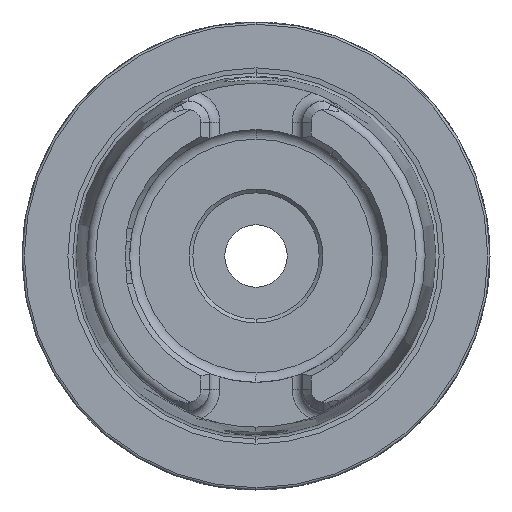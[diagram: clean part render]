
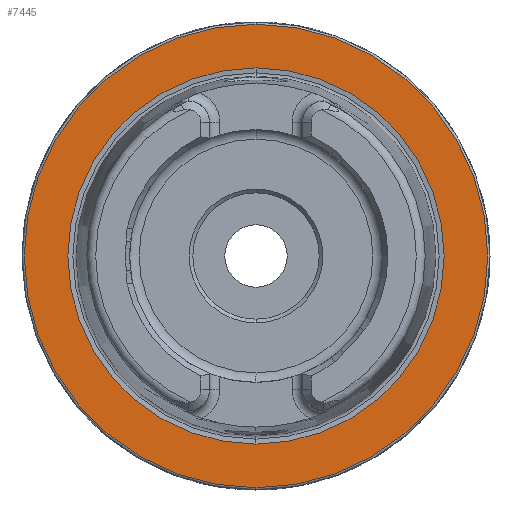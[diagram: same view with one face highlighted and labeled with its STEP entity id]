
A CAD part, left-side view. The second image highlights one B-rep face of the part: STEP entity #7445.
In plain terms, the highlighted planar face has unit normal (-1, 0, 0).
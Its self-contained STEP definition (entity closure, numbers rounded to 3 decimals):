
#66 = EDGE_CURVE ( 'NONE', #4775, #8617, #358, .T. ) ;
#155 = FACE_OUTER_BOUND ( 'NONE', #2184, .T. ) ;
#358 = CIRCLE ( 'NONE', #8283, 25.324 ) ;
#436 = AXIS2_PLACEMENT_3D ( 'NONE', #6003, #3251, #8069 ) ;
#779 = CARTESIAN_POINT ( 'NONE',  ( 0., 0., -25.324 ) ) ;
#840 = DIRECTION ( 'NONE',  ( -1., 0., 0. ) ) ;
#1224 = CIRCLE ( 'NONE', #1229, 31.2 ) ;
#1229 = AXIS2_PLACEMENT_3D ( 'NONE', #6374, #2242, #7083 ) ;
#1619 = AXIS2_PLACEMENT_3D ( 'NONE', #6045, #1913, #6759 ) ;
#1913 = DIRECTION ( 'NONE',  ( -1., 0., 0. ) ) ;
#1928 = EDGE_LOOP ( 'NONE', ( #6722, #4876 ) ) ;
#2040 = CARTESIAN_POINT ( 'NONE',  ( 0., 0., 0. ) ) ;
#2184 = EDGE_LOOP ( 'NONE', ( #3060, #3943 ) ) ;
#2242 = DIRECTION ( 'NONE',  ( -1., 0., 0. ) ) ;
#2246 = CARTESIAN_POINT ( 'NONE',  ( 0., 0., -31.2 ) ) ;
#3060 = ORIENTED_EDGE ( 'NONE', *, *, #7316, .T. ) ;
#3251 = DIRECTION ( 'NONE',  ( 1., 0., 0. ) ) ;
#3604 = DIRECTION ( 'NONE',  ( 0., 0., 1. ) ) ;
#3663 = EDGE_CURVE ( 'NONE', #8677, #7214, #8292, .T. ) ;
#3740 = CARTESIAN_POINT ( 'NONE',  ( 0., 0., 0. ) ) ;
#3828 = FACE_BOUND ( 'NONE', #1928, .T. ) ;
#3943 = ORIENTED_EDGE ( 'NONE', *, *, #3663, .T. ) ;
#4055 = CARTESIAN_POINT ( 'NONE',  ( 0., 0., 31.2 ) ) ;
#4418 = DIRECTION ( 'NONE',  ( 0., 0., 1. ) ) ;
#4775 = VERTEX_POINT ( 'NONE', #8322 ) ;
#4876 = ORIENTED_EDGE ( 'NONE', *, *, #8917, .F. ) ;
#5300 = CIRCLE ( 'NONE', #1619, 25.324 ) ;
#5357 = AXIS2_PLACEMENT_3D ( 'NONE', #3740, #8580, #4418 ) ;
#6003 = CARTESIAN_POINT ( 'NONE',  ( 0., 31.2, 0. ) ) ;
#6045 = CARTESIAN_POINT ( 'NONE',  ( 0., 0., 0. ) ) ;
#6374 = CARTESIAN_POINT ( 'NONE',  ( 0., 0., 0. ) ) ;
#6722 = ORIENTED_EDGE ( 'NONE', *, *, #66, .F. ) ;
#6759 = DIRECTION ( 'NONE',  ( 0., 0., 1. ) ) ;
#7083 = DIRECTION ( 'NONE',  ( 0., 0., 1. ) ) ;
#7214 = VERTEX_POINT ( 'NONE', #4055 ) ;
#7316 = EDGE_CURVE ( 'NONE', #7214, #8677, #1224, .T. ) ;
#7385 = PLANE ( 'NONE',  #436 ) ;
#7445 = ADVANCED_FACE ( 'NONE', ( #3828, #155 ), #7385, .F. ) ;
#8069 = DIRECTION ( 'NONE',  ( 0., 0., -1. ) ) ;
#8283 = AXIS2_PLACEMENT_3D ( 'NONE', #2040, #840, #3604 ) ;
#8292 = CIRCLE ( 'NONE', #5357, 31.2 ) ;
#8322 = CARTESIAN_POINT ( 'NONE',  ( 0., 0., 25.324 ) ) ;
#8580 = DIRECTION ( 'NONE',  ( -1., 0., 0. ) ) ;
#8617 = VERTEX_POINT ( 'NONE', #779 ) ;
#8677 = VERTEX_POINT ( 'NONE', #2246 ) ;
#8917 = EDGE_CURVE ( 'NONE', #8617, #4775, #5300, .T. ) ;
